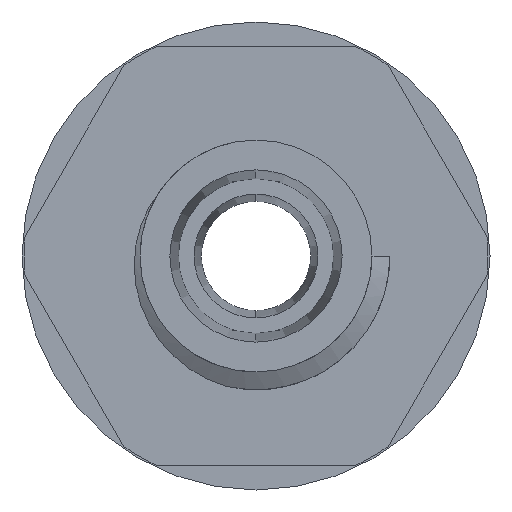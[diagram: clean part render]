
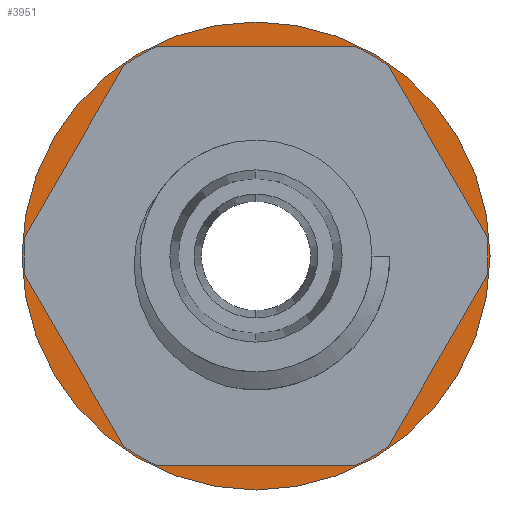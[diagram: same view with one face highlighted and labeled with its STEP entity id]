
A CAD part, front view. The second image highlights one B-rep face of the part: STEP entity #3951.
In plain terms, the highlighted planar face has unit normal (0, -1, 0).
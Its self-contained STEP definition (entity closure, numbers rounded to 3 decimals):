
#93 = VECTOR ( 'NONE', #10895, 1000. ) ;
#107 = AXIS2_PLACEMENT_3D ( 'NONE', #10881, #10877, #10889 ) ;
#112 = VECTOR ( 'NONE', #10948, 1000. ) ;
#114 = CIRCLE ( 'NONE', #107, 10.6 ) ;
#115 = VECTOR ( 'NONE', #10914, 1000. ) ;
#234 = AXIS2_PLACEMENT_3D ( 'NONE', #5923, #5915, #5941 ) ;
#250 = CIRCLE ( 'NONE', #234, 10.6 ) ;
#669 = CIRCLE ( 'NONE', #701, 10.5 ) ;
#701 = AXIS2_PLACEMENT_3D ( 'NONE', #8457, #8393, #8441 ) ;
#723 = AXIS2_PLACEMENT_3D ( 'NONE', #7820, #7828, #7829 ) ;
#737 = CIRCLE ( 'NONE', #772, 10.5 ) ;
#739 = AXIS2_PLACEMENT_3D ( 'NONE', #7958, #7937, #7953 ) ;
#744 = CIRCLE ( 'NONE', #739, 10.5 ) ;
#760 = CIRCLE ( 'NONE', #775, 10.5 ) ;
#769 = CIRCLE ( 'NONE', #723, 10.5 ) ;
#772 = AXIS2_PLACEMENT_3D ( 'NONE', #7916, #7926, #7902 ) ;
#775 = AXIS2_PLACEMENT_3D ( 'NONE', #7725, #7726, #7732 ) ;
#776 = VECTOR ( 'NONE', #7731, 1000. ) ;
#783 = CIRCLE ( 'NONE', #785, 10.5 ) ;
#785 = AXIS2_PLACEMENT_3D ( 'NONE', #8103, #8097, #8104 ) ;
#793 = VECTOR ( 'NONE', #8031, 1000. ) ;
#828 = VECTOR ( 'NONE', #8317, 1000. ) ;
#859 = EDGE_LOOP ( 'NONE', ( #4150, #4175 ) ) ;
#926 = EDGE_LOOP ( 'NONE', ( #4131, #4184, #4161, #4190, #4156, #4182, #4235, #4172, #4146, #4167, #4237, #4142 ) ) ;
#2519 = CARTESIAN_POINT ( 'NONE',  ( -4.472, -9.771, -9.5 ) ) ;
#2775 = CARTESIAN_POINT ( 'NONE',  ( 5.991, -9.771, 8.623 ) ) ;
#2778 = CARTESIAN_POINT ( 'NONE',  ( -5.991, -9.771, 8.623 ) ) ;
#2783 = CARTESIAN_POINT ( 'NONE',  ( 4.472, -9.771, -9.5 ) ) ;
#2791 = CARTESIAN_POINT ( 'NONE',  ( -5.991, -9.771, -8.623 ) ) ;
#2794 = CARTESIAN_POINT ( 'NONE',  ( 10.463, -9.771, -0.877 ) ) ;
#2800 = CARTESIAN_POINT ( 'NONE',  ( 4.472, -9.771, 9.5 ) ) ;
#2822 = CARTESIAN_POINT ( 'NONE',  ( -4.472, -9.771, 9.5 ) ) ;
#2826 = CARTESIAN_POINT ( 'NONE',  ( 5.991, -9.771, -8.623 ) ) ;
#2828 = CARTESIAN_POINT ( 'NONE',  ( -10.463, -9.771, 0.877 ) ) ;
#2835 = CARTESIAN_POINT ( 'NONE',  ( 0., -9.771, -10.6 ) ) ;
#2838 = CARTESIAN_POINT ( 'NONE',  ( 10.463, -9.771, 0.877 ) ) ;
#2851 = CARTESIAN_POINT ( 'NONE',  ( 0., -9.771, 10.6 ) ) ;
#2860 = CARTESIAN_POINT ( 'NONE',  ( -10.463, -9.771, -0.877 ) ) ;
#3197 = EDGE_CURVE ( 'NONE', #10047, #10035, #250, .T. ) ;
#3657 = EDGE_CURVE ( 'NONE', #9982, #10032, #669, .T. ) ;
#3663 = EDGE_CURVE ( 'NONE', #9983, #10032, #7730, .T. ) ;
#3664 = EDGE_CURVE ( 'NONE', #9983, #9998, #760, .T. ) ;
#3681 = EDGE_CURVE ( 'NONE', #9988, #9970, #769, .T. ) ;
#3689 = EDGE_CURVE ( 'NONE', #10004, #10062, #737, .T. ) ;
#3692 = EDGE_CURVE ( 'NONE', #10025, #9972, #744, .T. ) ;
#3719 = EDGE_CURVE ( 'NONE', #9984, #9970, #8040, .T. ) ;
#3727 = EDGE_CURVE ( 'NONE', #9984, #10000, #783, .T. ) ;
#3749 = EDGE_CURVE ( 'NONE', #10025, #9998, #8258, .T. ) ;
#3760 = EDGE_CURVE ( 'NONE', #10035, #10047, #114, .T. ) ;
#3765 = EDGE_CURVE ( 'NONE', #9982, #10000, #10884, .T. ) ;
#3767 = EDGE_CURVE ( 'NONE', #9988, #10062, #10918, .T. ) ;
#3775 = EDGE_CURVE ( 'NONE', #10004, #9972, #10979, .T. ) ;
#3951 = ADVANCED_FACE ( 'NONE', ( #9135, #9136 ), #9163, .F. ) ;
#4131 = ORIENTED_EDGE ( 'NONE', *, *, #3663, .T. ) ;
#4142 = ORIENTED_EDGE ( 'NONE', *, *, #3664, .F. ) ;
#4146 = ORIENTED_EDGE ( 'NONE', *, *, #3775, .T. ) ;
#4150 = ORIENTED_EDGE ( 'NONE', *, *, #3197, .F. ) ;
#4156 = ORIENTED_EDGE ( 'NONE', *, *, #3719, .T. ) ;
#4161 = ORIENTED_EDGE ( 'NONE', *, *, #3765, .T. ) ;
#4167 = ORIENTED_EDGE ( 'NONE', *, *, #3692, .F. ) ;
#4172 = ORIENTED_EDGE ( 'NONE', *, *, #3689, .F. ) ;
#4175 = ORIENTED_EDGE ( 'NONE', *, *, #3760, .F. ) ;
#4182 = ORIENTED_EDGE ( 'NONE', *, *, #3681, .F. ) ;
#4184 = ORIENTED_EDGE ( 'NONE', *, *, #3657, .F. ) ;
#4190 = ORIENTED_EDGE ( 'NONE', *, *, #3727, .F. ) ;
#4235 = ORIENTED_EDGE ( 'NONE', *, *, #3767, .T. ) ;
#4237 = ORIENTED_EDGE ( 'NONE', *, *, #3749, .T. ) ;
#4833 = AXIS2_PLACEMENT_3D ( 'NONE', #9168, #9157, #9137 ) ;
#5915 = DIRECTION ( 'NONE',  ( 0., 1., 0. ) ) ;
#5923 = CARTESIAN_POINT ( 'NONE',  ( 0., -9.771, 0. ) ) ;
#5941 = DIRECTION ( 'NONE',  ( 0., 0., 1. ) ) ;
#7725 = CARTESIAN_POINT ( 'NONE',  ( 0., -9.771, 0. ) ) ;
#7726 = DIRECTION ( 'NONE',  ( 0., -1., 0. ) ) ;
#7728 = CARTESIAN_POINT ( 'NONE',  ( 5.485, -9.771, 9.5 ) ) ;
#7730 = LINE ( 'NONE', #7728, #776 ) ;
#7731 = DIRECTION ( 'NONE',  ( 0.5, 0., -0.866 ) ) ;
#7732 = DIRECTION ( 'NONE',  ( 0., 0., 1. ) ) ;
#7820 = CARTESIAN_POINT ( 'NONE',  ( 0., -9.771, 0. ) ) ;
#7828 = DIRECTION ( 'NONE',  ( 0., -1., 0. ) ) ;
#7829 = DIRECTION ( 'NONE',  ( 0., 0., 1. ) ) ;
#7902 = DIRECTION ( 'NONE',  ( 0., 0., 1. ) ) ;
#7916 = CARTESIAN_POINT ( 'NONE',  ( 0., -9.771, 0. ) ) ;
#7926 = DIRECTION ( 'NONE',  ( 0., -1., 0. ) ) ;
#7937 = DIRECTION ( 'NONE',  ( 0., -1., 0. ) ) ;
#7953 = DIRECTION ( 'NONE',  ( 0., 0., 1. ) ) ;
#7958 = CARTESIAN_POINT ( 'NONE',  ( 0., -9.771, 0. ) ) ;
#8031 = DIRECTION ( 'NONE',  ( -1., 0., 0. ) ) ;
#8040 = LINE ( 'NONE', #8041, #793 ) ;
#8041 = CARTESIAN_POINT ( 'NONE',  ( 5.485, -9.771, -9.5 ) ) ;
#8097 = DIRECTION ( 'NONE',  ( 0., -1., 0. ) ) ;
#8103 = CARTESIAN_POINT ( 'NONE',  ( 0., -9.771, 0. ) ) ;
#8104 = DIRECTION ( 'NONE',  ( 0., 0., 1. ) ) ;
#8258 = LINE ( 'NONE', #8373, #828 ) ;
#8317 = DIRECTION ( 'NONE',  ( 1., 0., 0. ) ) ;
#8373 = CARTESIAN_POINT ( 'NONE',  ( -5.485, -9.771, 9.5 ) ) ;
#8393 = DIRECTION ( 'NONE',  ( 0., -1., 0. ) ) ;
#8441 = DIRECTION ( 'NONE',  ( 0., 0., 1. ) ) ;
#8457 = CARTESIAN_POINT ( 'NONE',  ( 0., -9.771, 0. ) ) ;
#9135 = FACE_OUTER_BOUND ( 'NONE', #859, .T. ) ;
#9136 = FACE_BOUND ( 'NONE', #926, .T. ) ;
#9137 = DIRECTION ( 'NONE',  ( 0., 0., 1. ) ) ;
#9157 = DIRECTION ( 'NONE',  ( 0., 1., 0. ) ) ;
#9163 = PLANE ( 'NONE',  #4833 ) ;
#9168 = CARTESIAN_POINT ( 'NONE',  ( 0., -9.771, 0. ) ) ;
#9970 = VERTEX_POINT ( 'NONE', #2519 ) ;
#9972 = VERTEX_POINT ( 'NONE', #2778 ) ;
#9982 = VERTEX_POINT ( 'NONE', #2794 ) ;
#9983 = VERTEX_POINT ( 'NONE', #2775 ) ;
#9984 = VERTEX_POINT ( 'NONE', #2783 ) ;
#9988 = VERTEX_POINT ( 'NONE', #2791 ) ;
#9998 = VERTEX_POINT ( 'NONE', #2800 ) ;
#10000 = VERTEX_POINT ( 'NONE', #2826 ) ;
#10004 = VERTEX_POINT ( 'NONE', #2828 ) ;
#10025 = VERTEX_POINT ( 'NONE', #2822 ) ;
#10032 = VERTEX_POINT ( 'NONE', #2838 ) ;
#10035 = VERTEX_POINT ( 'NONE', #2835 ) ;
#10047 = VERTEX_POINT ( 'NONE', #2851 ) ;
#10062 = VERTEX_POINT ( 'NONE', #2860 ) ;
#10877 = DIRECTION ( 'NONE',  ( 0., 1., 0. ) ) ;
#10881 = CARTESIAN_POINT ( 'NONE',  ( 0., -9.771, 0. ) ) ;
#10884 = LINE ( 'NONE', #10888, #115 ) ;
#10888 = CARTESIAN_POINT ( 'NONE',  ( 10.97, -9.771, 0. ) ) ;
#10889 = DIRECTION ( 'NONE',  ( 0., 0., 1. ) ) ;
#10894 = CARTESIAN_POINT ( 'NONE',  ( -5.485, -9.771, -9.5 ) ) ;
#10895 = DIRECTION ( 'NONE',  ( -0.5, 0., 0.866 ) ) ;
#10914 = DIRECTION ( 'NONE',  ( -0.5, 0., -0.866 ) ) ;
#10918 = LINE ( 'NONE', #10894, #93 ) ;
#10948 = DIRECTION ( 'NONE',  ( 0.5, 0., 0.866 ) ) ;
#10978 = CARTESIAN_POINT ( 'NONE',  ( -10.97, -9.771, 0. ) ) ;
#10979 = LINE ( 'NONE', #10978, #112 ) ;
